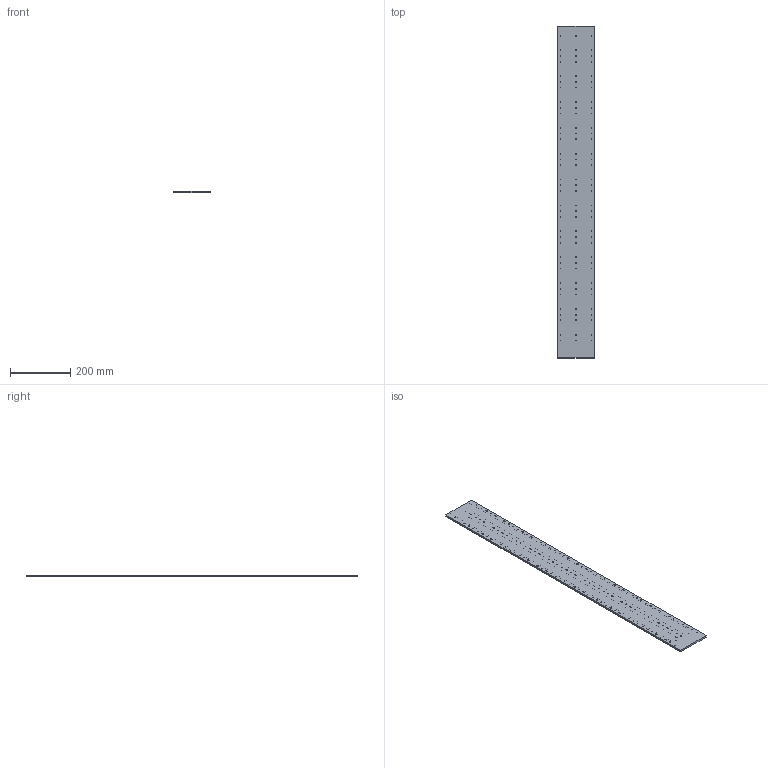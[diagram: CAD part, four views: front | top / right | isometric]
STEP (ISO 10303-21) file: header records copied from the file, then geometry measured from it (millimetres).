
FILE_DESCRIPTION(('CATIA V5-6R2013 STEP','CAx-IF Rec.Pracs.--- Model Styling and Organization---1.4--- 2014-01-23','CAx-IF Rec.Pracs.--- Geometric and Assembly Validation Properties ---4.2---2014-10-09'),'2;1');
FILE_NAME('cooling plate.stp','2022-02-16T16:32:04+00:00',('none'),('CERN'),'CATIA Version 5-6 Release 2017 SP6 HF16','CATIA V5 STEP AP214','none');
FILE_SCHEMA(('AUTOMOTIVE_DESIGN { 1 0 10303 214 1 1 1 1 }'));
Length unit declared in the file: millimetre
Products named in the file (1): ST1528994_01
Bounding box: 120 x 1100 x 6.35 mm (x, y, z)
Volume: 749402.6 mm3; surface area: 317835.1 mm2
Topology: 1 solids, 1 shells, 942 faces, 2348 edges, 1184 vertices
Faces by surface type: cylinder 467, cone 448, plane 21, torus 6
Entity records: 21510 total; most frequent: ORIENTED_EDGE 3800, CARTESIAN_POINT 3649, DIRECTION 2871, EDGE_CURVE 1900, AXIS2_PLACEMENT_3D 1418, VERTEX_POINT 1184, EDGE_LOOP 1166, VECTOR 964
